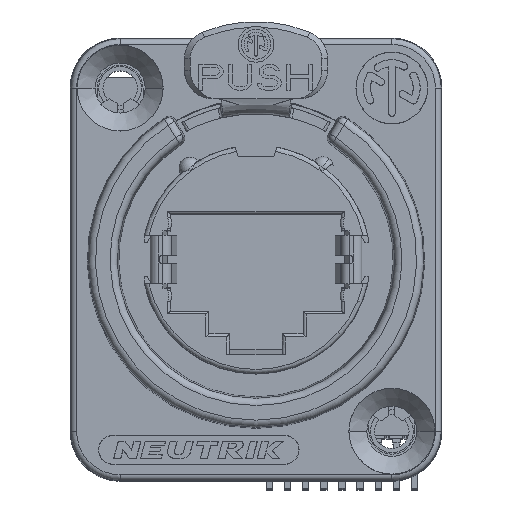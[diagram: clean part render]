
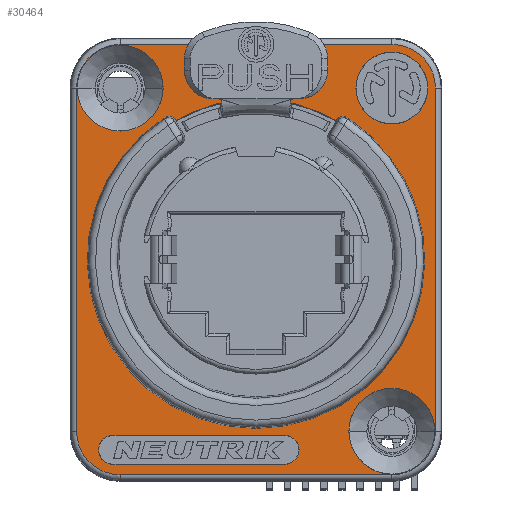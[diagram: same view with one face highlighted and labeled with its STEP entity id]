
A CAD part, top view. The second image highlights one B-rep face of the part: STEP entity #30464.
In plain terms, the highlighted planar face has unit normal (0, 0, 1).
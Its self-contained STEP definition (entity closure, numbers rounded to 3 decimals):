
#25249=CARTESIAN_POINT('',(-9.5,12.,-2.55));
#25250=DIRECTION('',(0.,0.,1.));
#25251=DIRECTION('',(0.,1.,0.));
#25252=AXIS2_PLACEMENT_3D('',#25249,#25250,#25251);
#25254=DIRECTION('',(-1.,0.,0.));
#25255=VECTOR('',#25254,19.);
#25256=CARTESIAN_POINT('',(9.5,15.044,-2.55));
#25257=LINE('',#25256,#25255);
#25258=CARTESIAN_POINT('',(9.5,12.,-2.55));
#25259=DIRECTION('',(0.,0.,1.));
#25260=DIRECTION('',(1.,0.,0.));
#25261=AXIS2_PLACEMENT_3D('',#25258,#25259,#25260);
#25263=DIRECTION('',(0.,1.,0.));
#25264=VECTOR('',#25263,24.);
#25265=CARTESIAN_POINT('',(12.544,-12.,-2.55));
#25266=LINE('',#25265,#25264);
#25267=CARTESIAN_POINT('',(9.5,-12.,-2.55));
#25268=DIRECTION('',(0.,0.,1.));
#25269=DIRECTION('',(0.,-1.,0.));
#25270=AXIS2_PLACEMENT_3D('',#25267,#25268,#25269);
#25272=DIRECTION('',(1.,0.,0.));
#25273=VECTOR('',#25272,19.);
#25274=CARTESIAN_POINT('',(-9.5,-15.044,-2.55));
#25275=LINE('',#25274,#25273);
#25276=CARTESIAN_POINT('',(-9.5,-12.,-2.55));
#25277=DIRECTION('',(0.,0.,1.));
#25278=DIRECTION('',(-1.,0.,0.));
#25279=AXIS2_PLACEMENT_3D('',#25276,#25277,#25278);
#25281=DIRECTION('',(0.,-1.,0.));
#25282=VECTOR('',#25281,24.);
#25283=CARTESIAN_POINT('',(-12.544,12.,-2.55));
#25284=LINE('',#25283,#25282);
#25285=CARTESIAN_POINT('',(-10.,-13.3,-2.55));
#25286=DIRECTION('',(0.,0.,1.));
#25287=DIRECTION('',(0.,1.,0.));
#25288=AXIS2_PLACEMENT_3D('',#25285,#25286,#25287);
#25290=DIRECTION('',(1.,0.,0.));
#25291=VECTOR('',#25290,12.);
#25292=CARTESIAN_POINT('',(-10.,-14.31,-2.55));
#25293=LINE('',#25292,#25291);
#25294=CARTESIAN_POINT('',(2.,-13.3,-2.55));
#25295=DIRECTION('',(0.,0.,1.));
#25296=DIRECTION('',(0.,-1.,0.));
#25297=AXIS2_PLACEMENT_3D('',#25294,#25295,#25296);
#25299=DIRECTION('',(-1.,0.,0.));
#25300=VECTOR('',#25299,12.);
#25301=CARTESIAN_POINT('',(2.,-12.29,-2.55));
#25302=LINE('',#25301,#25300);
#25303=CARTESIAN_POINT('',(9.5,12.,-2.55));
#25304=DIRECTION('',(0.,0.,1.));
#25305=DIRECTION('',(1.,0.,0.));
#25306=AXIS2_PLACEMENT_3D('',#25303,#25304,#25305);
#25308=CARTESIAN_POINT('',(9.5,12.,-2.55));
#25309=DIRECTION('',(0.,0.,1.));
#25310=DIRECTION('',(-1.,0.,0.));
#25311=AXIS2_PLACEMENT_3D('',#25308,#25309,#25310);
#25313=CARTESIAN_POINT('',(-9.5,12.,-2.55));
#25314=DIRECTION('',(0.,0.,1.));
#25315=DIRECTION('',(-1.,0.,0.));
#25316=AXIS2_PLACEMENT_3D('',#25313,#25314,#25315);
#25318=CARTESIAN_POINT('',(-9.5,12.,-2.55));
#25319=DIRECTION('',(0.,0.,1.));
#25320=DIRECTION('',(1.,0.,0.));
#25321=AXIS2_PLACEMENT_3D('',#25318,#25319,#25320);
#25323=CARTESIAN_POINT('',(9.5,-12.,-2.55));
#25324=DIRECTION('',(0.,0.,1.));
#25325=DIRECTION('',(-1.,0.,0.));
#25326=AXIS2_PLACEMENT_3D('',#25323,#25324,#25325);
#25328=CARTESIAN_POINT('',(9.5,-12.,-2.55));
#25329=DIRECTION('',(0.,0.,1.));
#25330=DIRECTION('',(1.,0.,0.));
#25331=AXIS2_PLACEMENT_3D('',#25328,#25329,#25330);
#25333=DIRECTION('',(-0.5,0.866,0.));
#25334=VECTOR('',#25333,0.09);
#25335=CARTESIAN_POINT('',(-5.6,9.699,-2.55));
#25336=LINE('',#25335,#25334);
#25337=CARTESIAN_POINT('',(0.,0.,-2.55));
#25338=DIRECTION('',(0.,0.,1.));
#25339=DIRECTION('',(-0.538,0.843,0.));
#25340=AXIS2_PLACEMENT_3D('',#25337,#25338,#25339);
#25342=DIRECTION('',(-0.5,-0.866,
0.));
#25343=VECTOR('',#25342,0.09);
#25344=CARTESIAN_POINT('',(5.645,9.777,
-2.55));
#25345=LINE('',#25344,#25343);
#25346=CARTESIAN_POINT('',(0.,0.,-2.55));
#25347=DIRECTION('',(0.,0.,1.));
#25348=DIRECTION('',(0.5,0.866,0.));
#25349=AXIS2_PLACEMENT_3D('',#25346,#25347,#25348);
#26775=CARTESIAN_POINT('',(-5.645,9.777,
-2.55));
#26792=CARTESIAN_POINT('',(-6.346,9.948,-2.55));
#26793=CARTESIAN_POINT('',(-6.308,9.973,-2.55));
#26794=CARTESIAN_POINT('',(-6.228,10.01,-2.55));
#26795=CARTESIAN_POINT('',(-6.089,10.033,-2.55));
#26796=CARTESIAN_POINT('',(-5.953,10.017,-2.55));
#26797=CARTESIAN_POINT('',(-5.829,9.968,-2.55));
#26798=CARTESIAN_POINT('',(-5.72,9.885,-2.55));
#26799=CARTESIAN_POINT('',(-5.667,9.816,
-2.55));
#26800=CARTESIAN_POINT('',(-5.645,9.777,
-2.55));
#26827=CARTESIAN_POINT('',(6.346,9.948,-2.55));
#26834=CARTESIAN_POINT('',(-6.346,9.948,-2.55));
#26836=CARTESIAN_POINT('',(5.645,9.777,
-2.55));
#26837=CARTESIAN_POINT('',(5.667,9.816,
-2.55));
#26838=CARTESIAN_POINT('',(5.72,9.885,-2.55));
#26839=CARTESIAN_POINT('',(5.832,9.97,-2.55));
#26840=CARTESIAN_POINT('',(5.957,10.018,-2.55));
#26841=CARTESIAN_POINT('',(6.091,10.033,-2.55));
#26842=CARTESIAN_POINT('',(6.229,10.009,-2.55));
#26843=CARTESIAN_POINT('',(6.308,9.972,-2.55));
#26844=CARTESIAN_POINT('',(6.346,9.948,-2.55));
#27266=CARTESIAN_POINT('',(5.645,9.777,
-2.55));
#28177=CARTESIAN_POINT('',(5.6,9.699,-2.55));
#28178=CARTESIAN_POINT('',(-5.6,9.699,-2.55));
#28179=VERTEX_POINT('',#28177);
#28180=VERTEX_POINT('',#28178);
#28185=CARTESIAN_POINT('',(-12.507,12.,-2.55));
#28186=VERTEX_POINT('',#28185);
#28187=CARTESIAN_POINT('',(-6.493,12.,-2.55));
#28188=VERTEX_POINT('',#28187);
#28193=CARTESIAN_POINT('',(6.493,-12.,-2.55));
#28194=VERTEX_POINT('',#28193);
#28195=CARTESIAN_POINT('',(12.507,-12.,-2.55));
#28196=VERTEX_POINT('',#28195);
#28205=CARTESIAN_POINT('',(-10.,-12.29,-2.55));
#28206=VERTEX_POINT('',#28205);
#28207=CARTESIAN_POINT('',(-10.,-14.31,-2.55));
#28208=VERTEX_POINT('',#28207);
#28209=CARTESIAN_POINT('',(2.,-14.31,-2.55));
#28210=VERTEX_POINT('',#28209);
#28211=CARTESIAN_POINT('',(2.,-12.29,-2.55));
#28212=VERTEX_POINT('',#28211);
#28217=CARTESIAN_POINT('',(12.01,12.,-2.55));
#28218=VERTEX_POINT('',#28217);
#28219=CARTESIAN_POINT('',(6.99,12.,-2.55));
#28220=VERTEX_POINT('',#28219);
#28797=CARTESIAN_POINT('',(-9.5,15.044,-2.55));
#28798=CARTESIAN_POINT('',(-12.544,12.,-2.55));
#28799=VERTEX_POINT('',#28797);
#28800=VERTEX_POINT('',#28798);
#28805=CARTESIAN_POINT('',(-12.544,-12.,-2.55));
#28806=VERTEX_POINT('',#28805);
#28809=CARTESIAN_POINT('',(-9.5,-15.044,-2.55));
#28810=VERTEX_POINT('',#28809);
#28813=CARTESIAN_POINT('',(9.5,-15.044,-2.55));
#28814=VERTEX_POINT('',#28813);
#28817=CARTESIAN_POINT('',(12.544,-12.,-2.55));
#28818=VERTEX_POINT('',#28817);
#28821=CARTESIAN_POINT('',(12.544,12.,-2.55));
#28822=VERTEX_POINT('',#28821);
#28825=CARTESIAN_POINT('',(9.5,15.044,-2.55));
#28826=VERTEX_POINT('',#28825);
#28858=VERTEX_POINT('',#26775);
#28859=VERTEX_POINT('',#26834);
#28861=VERTEX_POINT('',#26827);
#28863=VERTEX_POINT('',#27266);
#30400=CARTESIAN_POINT('',(0.,0.,-2.55));
#30401=DIRECTION('',(0.,0.,1.));
#30402=DIRECTION('',(1.,0.,0.));
#30403=AXIS2_PLACEMENT_3D('',#30400,#30401,#30402);
#30404=PLANE('',#30403);
#30406=ORIENTED_EDGE('',*,*,#30405,.F.);
#30408=ORIENTED_EDGE('',*,*,#30407,.F.);
#30410=ORIENTED_EDGE('',*,*,#30409,.F.);
#30412=ORIENTED_EDGE('',*,*,#30411,.F.);
#30414=ORIENTED_EDGE('',*,*,#30413,.F.);
#30415=ORIENTED_EDGE('',*,*,#30390,.F.);
#30417=ORIENTED_EDGE('',*,*,#30416,.F.);
#30419=ORIENTED_EDGE('',*,*,#30418,.F.);
#30420=EDGE_LOOP('',(#30406,#30408,#30410,#30412,#30414,#30415,#30417,#30419));
#30421=FACE_OUTER_BOUND('',#30420,.F.);
#30423=ORIENTED_EDGE('',*,*,#30422,.T.);
#30425=ORIENTED_EDGE('',*,*,#30424,.T.);
#30427=ORIENTED_EDGE('',*,*,#30426,.T.);
#30429=ORIENTED_EDGE('',*,*,#30428,.T.);
#30430=EDGE_LOOP('',(#30423,#30425,#30427,#30429));
#30431=FACE_BOUND('',#30430,.F.);
#30433=ORIENTED_EDGE('',*,*,#30432,.T.);
#30435=ORIENTED_EDGE('',*,*,#30434,.T.);
#30436=EDGE_LOOP('',(#30433,#30435));
#30437=FACE_BOUND('',#30436,.F.);
#30439=ORIENTED_EDGE('',*,*,#30438,.T.);
#30441=ORIENTED_EDGE('',*,*,#30440,.T.);
#30442=EDGE_LOOP('',(#30439,#30441));
#30443=FACE_BOUND('',#30442,.F.);
#30445=ORIENTED_EDGE('',*,*,#30444,.T.);
#30447=ORIENTED_EDGE('',*,*,#30446,.T.);
#30448=EDGE_LOOP('',(#30445,#30447));
#30449=FACE_BOUND('',#30448,.F.);
#30451=ORIENTED_EDGE('',*,*,#30450,.T.);
#30453=ORIENTED_EDGE('',*,*,#30452,.F.);
#30455=ORIENTED_EDGE('',*,*,#30454,.T.);
#30457=ORIENTED_EDGE('',*,*,#30456,.F.);
#30459=ORIENTED_EDGE('',*,*,#30458,.T.);
#30461=ORIENTED_EDGE('',*,*,#30460,.T.);
#30462=EDGE_LOOP('',(#30451,#30453,#30455,#30457,#30459,#30461));
#30463=FACE_BOUND('',#30462,.F.);
#30464=ADVANCED_FACE('',(#30421,#30431,#30437,#30443,#30449,#30463),#30404,.T.);
#25253=CIRCLE('',#25252,3.044);
#25262=CIRCLE('',#25261,3.044);
#25271=CIRCLE('',#25270,3.044);
#25280=CIRCLE('',#25279,3.044);
#25289=CIRCLE('',#25288,1.01);
#25298=CIRCLE('',#25297,1.01);
#25307=CIRCLE('',#25306,2.51);
#25312=CIRCLE('',#25311,2.51);
#25317=CIRCLE('',#25316,3.007);
#25322=CIRCLE('',#25321,3.007);
#25327=CIRCLE('',#25326,3.007);
#25332=CIRCLE('',#25331,3.007);
#25341=CIRCLE('',#25340,11.8);
#25350=CIRCLE('',#25349,11.2);
#26801=B_SPLINE_CURVE_WITH_KNOTS('',3,(#26792,#26793,#26794,#26795,#26796,
#26797,#26798,#26799,#26800),.UNSPECIFIED.,.F.,.F.,(4,1,1,1,1,1,4),(0.,
0.167,0.333,0.5,0.667,0.833,
1.),.UNSPECIFIED.);
#26845=B_SPLINE_CURVE_WITH_KNOTS('',3,(#26836,#26837,#26838,#26839,#26840,
#26841,#26842,#26843,#26844),.UNSPECIFIED.,.F.,.F.,(4,1,1,1,1,1,4),(0.,
0.167,0.333,0.5,0.667,0.833,
1.),.UNSPECIFIED.);
#30390=EDGE_CURVE('',#28810,#28814,#25275,.T.);
#30405=EDGE_CURVE('',#28799,#28800,#25253,.T.);
#30407=EDGE_CURVE('',#28826,#28799,#25257,.T.);
#30409=EDGE_CURVE('',#28822,#28826,#25262,.T.);
#30411=EDGE_CURVE('',#28818,#28822,#25266,.T.);
#30413=EDGE_CURVE('',#28814,#28818,#25271,.T.);
#30416=EDGE_CURVE('',#28806,#28810,#25280,.T.);
#30418=EDGE_CURVE('',#28800,#28806,#25284,.T.);
#30422=EDGE_CURVE('',#28206,#28208,#25289,.T.);
#30424=EDGE_CURVE('',#28208,#28210,#25293,.T.);
#30426=EDGE_CURVE('',#28210,#28212,#25298,.T.);
#30428=EDGE_CURVE('',#28212,#28206,#25302,.T.);
#30432=EDGE_CURVE('',#28218,#28220,#25307,.T.);
#30434=EDGE_CURVE('',#28220,#28218,#25312,.T.);
#30438=EDGE_CURVE('',#28186,#28188,#25317,.T.);
#30440=EDGE_CURVE('',#28188,#28186,#25322,.T.);
#30444=EDGE_CURVE('',#28194,#28196,#25327,.T.);
#30446=EDGE_CURVE('',#28196,#28194,#25332,.T.);
#30450=EDGE_CURVE('',#28180,#28858,#25336,.T.);
#30452=EDGE_CURVE('',#28859,#28858,#26801,.T.);
#30454=EDGE_CURVE('',#28859,#28861,#25341,.T.);
#30456=EDGE_CURVE('',#28863,#28861,#26845,.T.);
#30458=EDGE_CURVE('',#28863,#28179,#25345,.T.);
#30460=EDGE_CURVE('',#28179,#28180,#25350,.T.);
